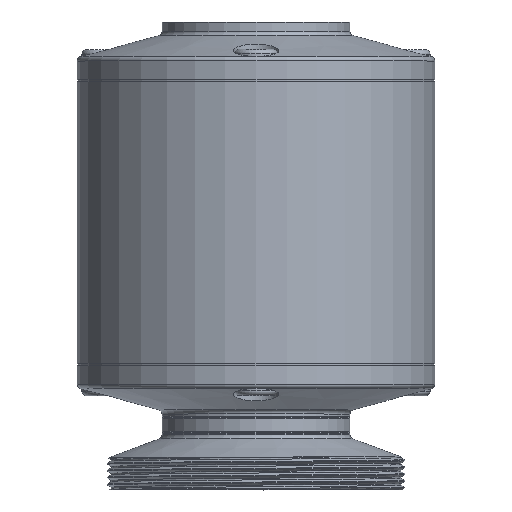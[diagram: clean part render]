
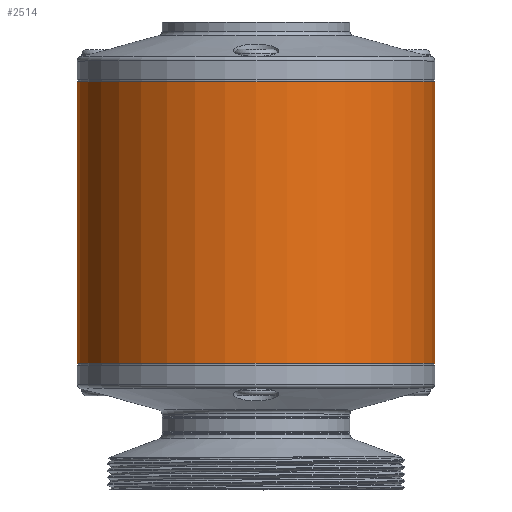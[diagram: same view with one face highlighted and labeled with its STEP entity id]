
A CAD part, top view. The second image highlights one B-rep face of the part: STEP entity #2514.
In plain terms, the highlighted cylindrical face has radius 39 mm (diameter 78 mm), a partial arc.
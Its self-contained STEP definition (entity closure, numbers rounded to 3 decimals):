
#72 = VERTEX_POINT ( 'NONE', #4159 ) ;
#128 = CARTESIAN_POINT ( 'NONE',  ( 39., 24.489, 0. ) ) ;
#144 = DIRECTION ( 'NONE',  ( 0., 1., 0. ) ) ;
#325 = AXIS2_PLACEMENT_3D ( 'NONE', #653, #1150, #5647 ) ;
#529 = VECTOR ( 'NONE', #144, 1000. ) ;
#551 = DIRECTION ( 'NONE',  ( -1., 0., 0. ) ) ;
#590 = AXIS2_PLACEMENT_3D ( 'NONE', #4724, #749, #4372 ) ;
#622 = AXIS2_PLACEMENT_3D ( 'NONE', #1841, #5526, #551 ) ;
#653 = CARTESIAN_POINT ( 'NONE',  ( 0., 85.938, 0. ) ) ;
#717 = DIRECTION ( 'NONE',  ( 0., 1., 0. ) ) ;
#749 = DIRECTION ( 'NONE',  ( 0., 1., 0. ) ) ;
#901 = VERTEX_POINT ( 'NONE', #5461 ) ;
#1050 = LINE ( 'NONE', #5121, #529 ) ;
#1150 = DIRECTION ( 'NONE',  ( 0., 1., 0. ) ) ;
#1300 = CARTESIAN_POINT ( 'NONE',  ( 39., 85.938, 0. ) ) ;
#1539 = EDGE_LOOP ( 'NONE', ( #5704, #3697, #1880, #4788 ) ) ;
#1566 = CARTESIAN_POINT ( 'NONE',  ( -39., 90.473, 0. ) ) ;
#1686 = EDGE_CURVE ( 'NONE', #901, #72, #3028, .T. ) ;
#1841 = CARTESIAN_POINT ( 'NONE',  ( 0., 90.473, 0. ) ) ;
#1880 = ORIENTED_EDGE ( 'NONE', *, *, #4073, .F. ) ;
#2514 = ADVANCED_FACE ( 'NONE', ( #3318 ), #2801, .T. ) ;
#2801 = CYLINDRICAL_SURFACE ( 'NONE', #622, 39. ) ;
#3028 = LINE ( 'NONE', #1566, #3949 ) ;
#3318 = FACE_OUTER_BOUND ( 'NONE', #1539, .T. ) ;
#3697 = ORIENTED_EDGE ( 'NONE', *, *, #4302, .T. ) ;
#3917 = CIRCLE ( 'NONE', #325, 39. ) ;
#3949 = VECTOR ( 'NONE', #717, 1000. ) ;
#4031 = VERTEX_POINT ( 'NONE', #128 ) ;
#4073 = EDGE_CURVE ( 'NONE', #72, #5023, #3917, .T. ) ;
#4159 = CARTESIAN_POINT ( 'NONE',  ( -39., 85.938, 0. ) ) ;
#4180 = CIRCLE ( 'NONE', #590, 39. ) ;
#4302 = EDGE_CURVE ( 'NONE', #4031, #5023, #1050, .T. ) ;
#4372 = DIRECTION ( 'NONE',  ( -1., 0., 0. ) ) ;
#4724 = CARTESIAN_POINT ( 'NONE',  ( 0., 24.489, 0. ) ) ;
#4788 = ORIENTED_EDGE ( 'NONE', *, *, #1686, .F. ) ;
#5023 = VERTEX_POINT ( 'NONE', #1300 ) ;
#5121 = CARTESIAN_POINT ( 'NONE',  ( 39., 90.473, 0. ) ) ;
#5310 = EDGE_CURVE ( 'NONE', #901, #4031, #4180, .T. ) ;
#5461 = CARTESIAN_POINT ( 'NONE',  ( -39., 24.489, 0. ) ) ;
#5526 = DIRECTION ( 'NONE',  ( 0., 1., 0. ) ) ;
#5647 = DIRECTION ( 'NONE',  ( -1., 0., 0. ) ) ;
#5704 = ORIENTED_EDGE ( 'NONE', *, *, #5310, .T. ) ;
